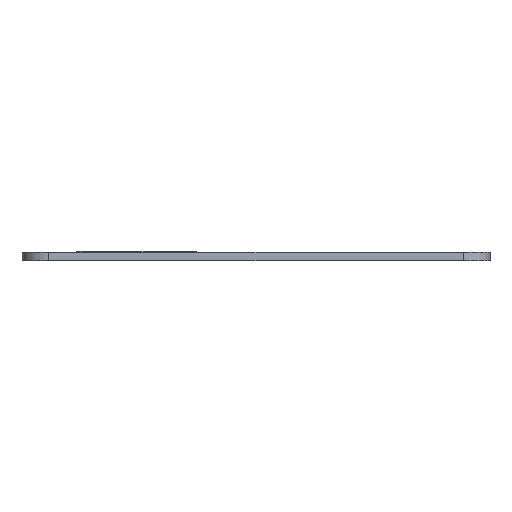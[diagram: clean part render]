
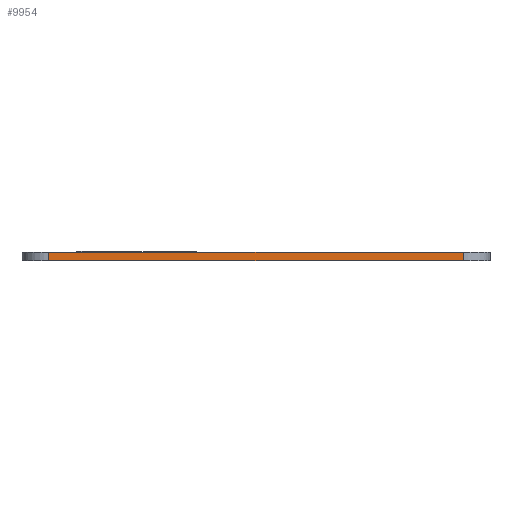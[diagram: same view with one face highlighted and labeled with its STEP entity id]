
A CAD part, front view. The second image highlights one B-rep face of the part: STEP entity #9954.
In plain terms, the highlighted planar face has unit normal (0, -1, 0).
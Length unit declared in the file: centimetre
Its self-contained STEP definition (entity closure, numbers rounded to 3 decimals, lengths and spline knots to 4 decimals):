
#1609=FACE_OUTER_BOUND('',#2186,.T.);
#2186=EDGE_LOOP('',(#9214,#9215,#9216,#9217));
#2261=LINE('',#12020,#3064);
#2924=LINE('',#19764,#3727);
#2932=LINE('',#19786,#3735);
#2951=LINE('',#19864,#3754);
#3064=VECTOR('',#10349,1.);
#3727=VECTOR('',#11344,1.);
#3735=VECTOR('',#11360,1.);
#3754=VECTOR('',#11425,1.);
#3864=VERTEX_POINT('',#12016);
#3866=VERTEX_POINT('',#12019);
#4741=VERTEX_POINT('',#19762);
#4751=VERTEX_POINT('',#19784);
#4888=EDGE_CURVE('',#3864,#3866,#2261,.T.);
#6179=EDGE_CURVE('',#4741,#3864,#2924,.T.);
#6190=EDGE_CURVE('',#4751,#4741,#2932,.T.);
#6229=EDGE_CURVE('',#3866,#4751,#2951,.T.);
#9214=ORIENTED_EDGE('',*,*,#6179,.F.);
#9215=ORIENTED_EDGE('',*,*,#6190,.F.);
#9216=ORIENTED_EDGE('',*,*,#6229,.F.);
#9217=ORIENTED_EDGE('',*,*,#4888,.F.);
#9425=PLANE('',#10228);
#9954=ADVANCED_FACE('',(#1609),#9425,.T.);
#10228=AXIS2_PLACEMENT_3D('',#19944,#11544,#11545);
#10349=DIRECTION('',(1.,0.,0.));
#11344=DIRECTION('',(0.,0.,1.));
#11360=DIRECTION('',(-1.,0.,0.));
#11425=DIRECTION('',(0.,0.,-1.));
#11544=DIRECTION('center_axis',(0.,-1.,0.));
#11545=DIRECTION('ref_axis',(1.,0.,0.));
#12016=CARTESIAN_POINT('',(1.2313,-10.6988,0.15));
#12019=CARTESIAN_POINT('',(8.8988,-10.6988,0.15));
#12020=CARTESIAN_POINT('',(9.3988,-10.6988,0.15));
#19762=CARTESIAN_POINT('',(1.2313,-10.6988,0.));
#19764=CARTESIAN_POINT('',(1.2313,-10.6988,0.));
#19784=CARTESIAN_POINT('',(8.8988,-10.6988,0.));
#19786=CARTESIAN_POINT('',(9.3988,-10.6988,0.));
#19864=CARTESIAN_POINT('',(8.8988,-10.6988,0.));
#19944=CARTESIAN_POINT('Origin',(0.7313,-10.6988,0.));
